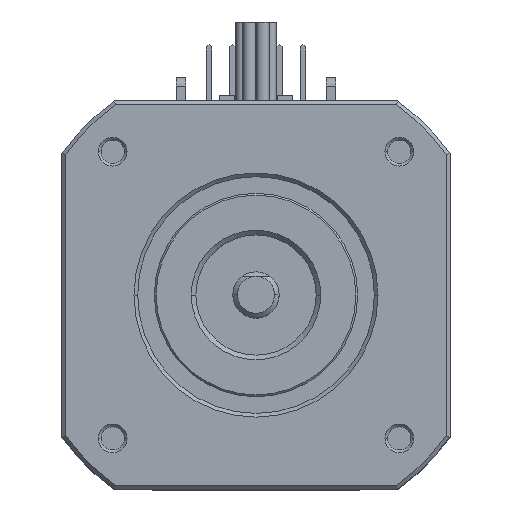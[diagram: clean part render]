
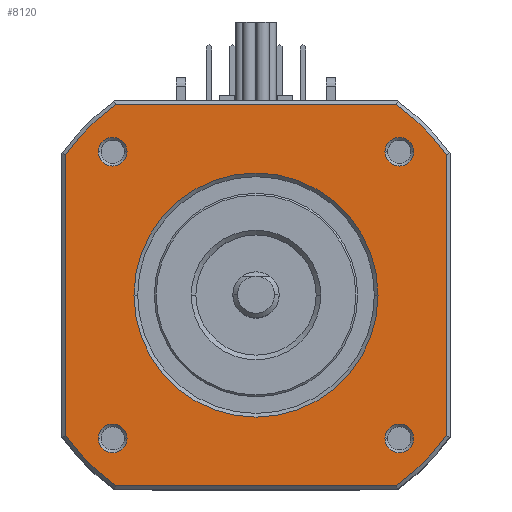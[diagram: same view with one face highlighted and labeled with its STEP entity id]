
A CAD part, top view. The second image highlights one B-rep face of the part: STEP entity #8120.
In plain terms, the highlighted planar face has unit normal (0, 0, 1).
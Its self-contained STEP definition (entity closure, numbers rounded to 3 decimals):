
#540=CARTESIAN_POINT('',(-13.95,15.5,0.));
#550=VERTEX_POINT('',#540);
#710=CARTESIAN_POINT('',(-17.05,15.5,0.));
#720=VERTEX_POINT('',#710);
#750=CARTESIAN_POINT('',(-15.5,15.5,0.));
#760=DIRECTION('',(-0.,-0.,-1.));
#770=DIRECTION('',(1.,0.,0.));
#780=AXIS2_PLACEMENT_3D('',#750,#760,#770);
#790=CIRCLE('',#780,1.55);
#800=EDGE_CURVE('',#720,#550,#790,.T.);
#6720=CARTESIAN_POINT('',(-20.6,-20.6,0.));
#6730=DIRECTION('',(0.,0.,1.));
#6740=DIRECTION('',(1.,0.,-0.));
#6750=AXIS2_PLACEMENT_3D('',#6720,#6730,#6740);
#6760=PLANE('',#6750);
#6770=CARTESIAN_POINT('',(0.,0.,0.))
;
#6780=DIRECTION('',(-0.,-0.,1.));
#6790=DIRECTION('',(-1.,0.,-0.));
#6800=AXIS2_PLACEMENT_3D('',#6770,#6780,#6790);
#6810=CIRCLE('',#6800,25.6);
#6820=CARTESIAN_POINT('',(-20.6,-15.199,
0.));
#6830=VERTEX_POINT('',#6820);
#6840=CARTESIAN_POINT('',(-15.199,-20.6,0.));
#6850=VERTEX_POINT('',#6840);
#6860=EDGE_CURVE('',#6830,#6850,#6810,.T.);
#6870=ORIENTED_EDGE('',*,*,#6860,.T.);
#6880=CARTESIAN_POINT('',(-20.6,0.,0.));
#6890=DIRECTION('',(0.,1.,-0.));
#6900=VECTOR('',#6890,1.);
#6910=LINE('',#6880,#6900);
#6920=CARTESIAN_POINT('',(-20.6,15.199,0.));
#6930=VERTEX_POINT('',#6920);
#6940=EDGE_CURVE('',#6830,#6930,#6910,.T.);
#6950=ORIENTED_EDGE('',*,*,#6940,.F.);
#6960=CARTESIAN_POINT('',(0.,0.,0.)
);
#6970=DIRECTION('',(-0.,-0.,1.));
#6980=DIRECTION('',(-1.,0.,-0.));
#6990=AXIS2_PLACEMENT_3D('',#6960,#6970,#6980);
#7000=CIRCLE('',#6990,25.6);
#7010=CARTESIAN_POINT('',(-15.199,20.6,
0.));
#7020=VERTEX_POINT('',#7010);
#7030=EDGE_CURVE('',#7020,#6930,#7000,.T.);
#7040=ORIENTED_EDGE('',*,*,#7030,.T.);
#7050=CARTESIAN_POINT('',(0.,20.6,0.));
#7060=DIRECTION('',(1.,0.,-0.));
#7070=VECTOR('',#7060,1.);
#7080=LINE('',#7050,#7070);
#7090=CARTESIAN_POINT('',(15.199,20.6,0.));
#7100=VERTEX_POINT('',#7090);
#7110=EDGE_CURVE('',#7020,#7100,#7080,.T.);
#7120=ORIENTED_EDGE('',*,*,#7110,.F.);
#7130=CARTESIAN_POINT('',(0.,0.,0.
));
#7140=DIRECTION('',(-0.,-0.,1.));
#7150=DIRECTION('',(-1.,0.,-0.));
#7160=AXIS2_PLACEMENT_3D('',#7130,#7140,#7150);
#7170=CIRCLE('',#7160,25.6);
#7180=CARTESIAN_POINT('',(20.6,15.199,0.));
#7190=VERTEX_POINT('',#7180);
#7200=EDGE_CURVE('',#7190,#7100,#7170,.T.);
#7210=ORIENTED_EDGE('',*,*,#7200,.T.);
#7220=CARTESIAN_POINT('',(20.6,0.,-0.));
#7230=DIRECTION('',(0.,-1.,0.));
#7240=VECTOR('',#7230,1.);
#7250=LINE('',#7220,#7240);
#7260=CARTESIAN_POINT('',(20.6,-15.199,0.));
#7270=VERTEX_POINT('',#7260);
#7280=EDGE_CURVE('',#7190,#7270,#7250,.T.);
#7290=ORIENTED_EDGE('',*,*,#7280,.F.);
#7300=CARTESIAN_POINT('',(0.,0.,0.)
);
#7310=DIRECTION('',(-0.,-0.,1.));
#7320=DIRECTION('',(-1.,0.,-0.));
#7330=AXIS2_PLACEMENT_3D('',#7300,#7310,#7320);
#7340=CIRCLE('',#7330,25.6);
#7350=CARTESIAN_POINT('',(15.199,-20.6,0.));
#7360=VERTEX_POINT('',#7350);
#7370=EDGE_CURVE('',#7360,#7270,#7340,.T.);
#7380=ORIENTED_EDGE('',*,*,#7370,.T.);
#7390=CARTESIAN_POINT('',(0.,-20.6,0.));
#7400=DIRECTION('',(-1.,0.,0.));
#7410=VECTOR('',#7400,1.);
#7420=LINE('',#7390,#7410);
#7430=EDGE_CURVE('',#7360,#6850,#7420,.T.);
#7440=ORIENTED_EDGE('',*,*,#7430,.F.);
#7450=EDGE_LOOP('',(#7440,#7380,#7290,#7210,#7120,#7040,#6950,#6870));
#7460=FACE_OUTER_BOUND('',#7450,.T.);
#7470=CARTESIAN_POINT('',(-15.5,-15.5,0.));
#7480=DIRECTION('',(-0.,-0.,-1.));
#7490=DIRECTION('',(1.,0.,0.));
#7500=AXIS2_PLACEMENT_3D('',#7470,#7480,#7490);
#7510=CIRCLE('',#7500,1.55);
#7520=CARTESIAN_POINT('',(-17.05,-15.5,0.));
#7530=VERTEX_POINT('',#7520);
#7540=CARTESIAN_POINT('',(-13.95,-15.5,0.));
#7550=VERTEX_POINT('',#7540);
#7560=EDGE_CURVE('',#7530,#7550,#7510,.T.);
#7570=ORIENTED_EDGE('',*,*,#7560,.T.);
#7580=EDGE_CURVE('',#7550,#7530,#7510,.T.);
#7590=ORIENTED_EDGE('',*,*,#7580,.T.);
#7600=EDGE_LOOP('',(#7590,#7570));
#7610=FACE_BOUND('',#7600,.T.);
#7620=CARTESIAN_POINT('',(15.5,-15.5,0.));
#7630=DIRECTION('',(-0.,-0.,-1.));
#7640=DIRECTION('',(1.,0.,0.));
#7650=AXIS2_PLACEMENT_3D('',#7620,#7630,#7640);
#7660=CIRCLE('',#7650,1.55);
#7670=CARTESIAN_POINT('',(13.95,-15.5,0.));
#7680=VERTEX_POINT('',#7670);
#7690=CARTESIAN_POINT('',(17.05,-15.5,0.));
#7700=VERTEX_POINT('',#7690);
#7710=EDGE_CURVE('',#7680,#7700,#7660,.T.);
#7720=ORIENTED_EDGE('',*,*,#7710,.T.);
#7730=EDGE_CURVE('',#7700,#7680,#7660,.T.);
#7740=ORIENTED_EDGE('',*,*,#7730,.T.);
#7750=EDGE_LOOP('',(#7740,#7720));
#7760=FACE_BOUND('',#7750,.T.);
#7770=CARTESIAN_POINT('',(15.5,15.5,0.));
#7780=DIRECTION('',(-0.,-0.,-1.));
#7790=DIRECTION('',(1.,0.,0.));
#7800=AXIS2_PLACEMENT_3D('',#7770,#7780,#7790);
#7810=CIRCLE('',#7800,1.55);
#7820=CARTESIAN_POINT('',(17.05,15.5,0.));
#7830=VERTEX_POINT('',#7820);
#7840=CARTESIAN_POINT('',(13.95,15.5,0.));
#7850=VERTEX_POINT('',#7840);
#7860=EDGE_CURVE('',#7830,#7850,#7810,.T.);
#7870=ORIENTED_EDGE('',*,*,#7860,.T.);
#7880=EDGE_CURVE('',#7850,#7830,#7810,.T.);
#7890=ORIENTED_EDGE('',*,*,#7880,.T.);
#7900=EDGE_LOOP('',(#7890,#7870));
#7910=FACE_BOUND('',#7900,.T.);
#7920=EDGE_CURVE('',#550,#720,#790,.T.);
#7930=ORIENTED_EDGE('',*,*,#7920,.T.);
#7940=ORIENTED_EDGE('',*,*,#800,.T.);
#7950=EDGE_LOOP('',(#7940,#7930));
#7960=FACE_BOUND('',#7950,.T.);
#7970=CARTESIAN_POINT('',(0.,0.,
0.));
#7980=DIRECTION('',(-0.,-0.,-1.));
#7990=DIRECTION('',(1.,0.,0.));
#8000=AXIS2_PLACEMENT_3D('',#7970,#7980,#7990);
#8010=CIRCLE('',#8000,13.2);
#8020=CARTESIAN_POINT('',(13.2,0.,0.
));
#8030=VERTEX_POINT('',#8020);
#8040=CARTESIAN_POINT('',(-13.2,0.,
0.));
#8050=VERTEX_POINT('',#8040);
#8060=EDGE_CURVE('',#8030,#8050,#8010,.T.);
#8070=ORIENTED_EDGE('',*,*,#8060,.T.);
#8080=EDGE_CURVE('',#8050,#8030,#8010,.T.);
#8090=ORIENTED_EDGE('',*,*,#8080,.T.);
#8100=EDGE_LOOP('',(#8090,#8070));
#8110=FACE_BOUND('',#8100,.T.);
#8120=ADVANCED_FACE('',(#7460,#7610,#7760,#7910,#7960,#8110),#6760,.T.);
